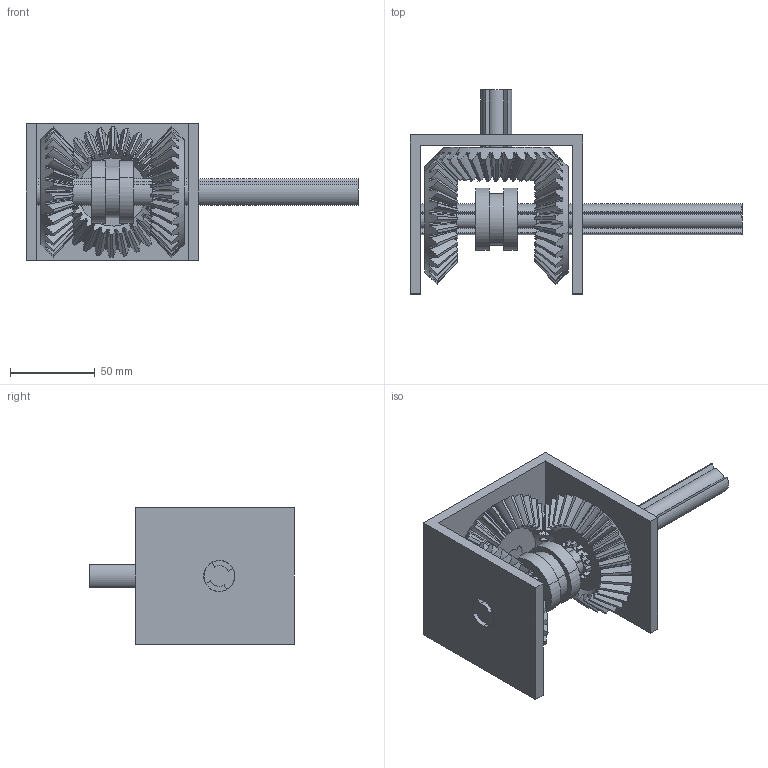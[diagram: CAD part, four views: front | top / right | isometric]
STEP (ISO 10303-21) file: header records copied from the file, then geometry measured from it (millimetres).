
FILE_DESCRIPTION(('FreeCAD Model'),'2;1');
FILE_NAME('Open CASCADE Shape Model','2025-05-05T16:52:43',('FreeCAD'),( 'FreeCAD'),'Open CASCADE STEP processor 7.6','FreeCAD','Unknown');
FILE_SCHEMA(('AUTOMOTIVE_DESIGN { 1 0 10303 214 1 1 1 1 }'));
Products named in the file (1): Open CASCADE STEP translator 7.6 1
Bounding box: 196.35 x 120.73 x 80.99 mm (x, y, z)
Volume: 339862.6 mm3; surface area: 117661.7 mm2
Topology: 7 solids, 7 shells, 962 faces, 2814 edges, 1872 vertices
Faces by surface type: bspline 962
Entity records: 46672 total; most frequent: CARTESIAN_POINT 30569, ORIENTED_EDGE 5628, EDGE_CURVE 2814, B_SPLINE_CURVE_WITH_KNOTS 2310, VERTEX_POINT 1872, FACE_BOUND 982, EDGE_LOOP 982, ADVANCED_FACE 962
